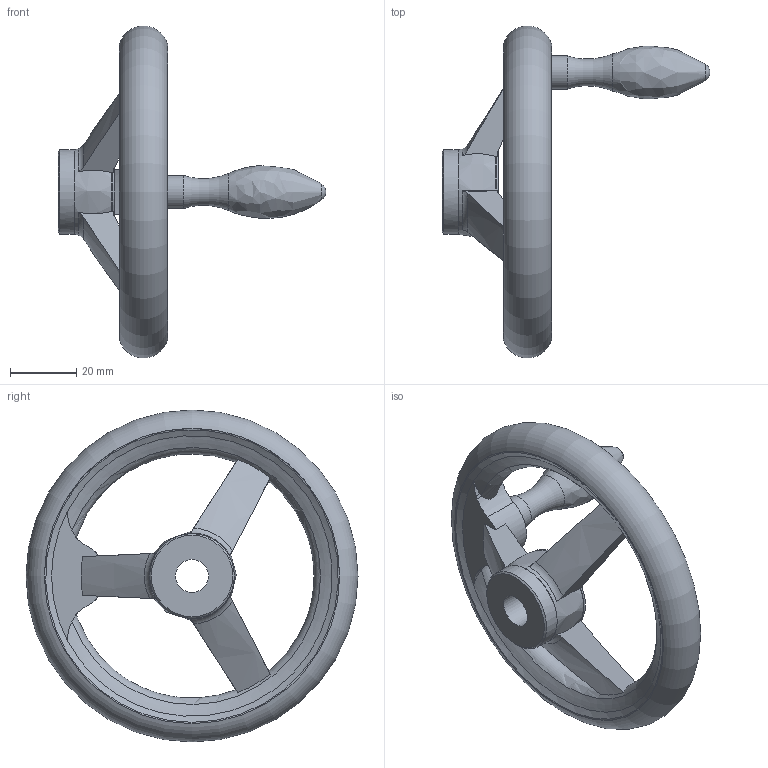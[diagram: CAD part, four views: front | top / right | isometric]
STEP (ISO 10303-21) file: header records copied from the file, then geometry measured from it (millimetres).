
FILE_DESCRIPTION( ( 'STEP AP203' ), ' ' );
FILE_NAME( 'Stainless Steel-Handwheel GN 950.6-100-B10-F.stp', '2015-09-15T09:45:41', ( '' ), ( '' ), ' ', 'PARTsolutions', ' ' );
FILE_SCHEMA( ( 'CONFIG_CONTROL_DESIGN' ) );
Length unit declared in the file: millimetre
Products named in the file (1): _Stainless Steel-Handwheel GN 950.6-100-B10-F
Bounding box: 80.7 x 100 x 100 mm (x, y, z)
Volume: 57941.9 mm3; surface area: 19077.1 mm2
Topology: 1 solids, 1 shells, 68 faces, 205 edges, 133 vertices
Faces by surface type: plane 20, torus 19, cylinder 14, cone 11, bspline 3, sphere 1
Full cylindrical faces by diameter (mm): 10 x2, 25.5 x1, 85 x1
Entity records: 2594 total; most frequent: CARTESIAN_POINT 933, ORIENTED_EDGE 358, DIRECTION 302, EDGE_CURVE 179, AXIS2_PLACEMENT_3D 133, VERTEX_POINT 126, EDGE_LOOP 83, FACE_OUTER_BOUND 77
